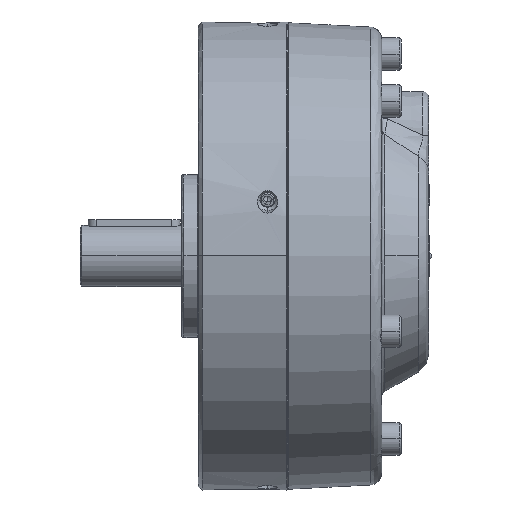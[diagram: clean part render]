
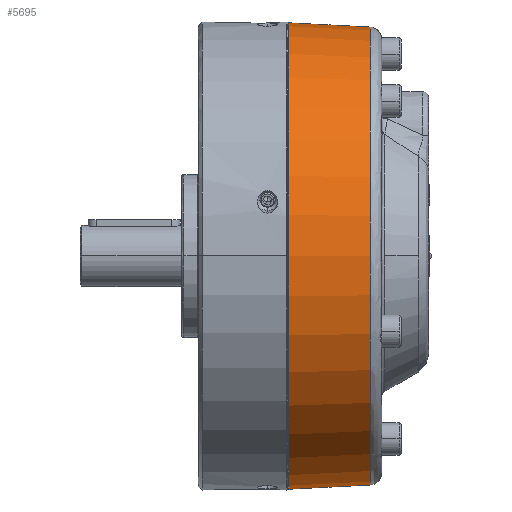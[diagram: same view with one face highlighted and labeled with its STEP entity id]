
A CAD part, top view. The second image highlights one B-rep face of the part: STEP entity #5695.
In plain terms, the highlighted conical face has half-angle 3 degrees and reference radius 114.37 mm.
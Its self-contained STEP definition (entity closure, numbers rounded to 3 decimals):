
#1850 = AXIS2_PLACEMENT_3D ( 'NONE', #1885, #31099, #20602 ) ;
#1885 = CARTESIAN_POINT ( 'NONE',  ( 44.475, 0., 0. ) ) ;
#3900 = ORIENTED_EDGE ( 'NONE', *, *, #30424, .F. ) ;
#4147 = CARTESIAN_POINT ( 'NONE',  ( 84.314, -112.282, 0. ) ) ;
#5695 = ADVANCED_FACE ( 'NONE', ( #14206 ), #25855, .T. ) ;
#6161 = VERTEX_POINT ( 'NONE', #34032 ) ;
#7994 = CIRCLE ( 'NONE', #1850, 114.37 ) ;
#9157 = DIRECTION ( 'NONE',  ( -1., 0., 0. ) ) ;
#10388 = CIRCLE ( 'NONE', #22649, 112.282 ) ;
#11943 = DIRECTION ( 'NONE',  ( 0., 1., 0. ) ) ;
#13512 = CARTESIAN_POINT ( 'NONE',  ( 44.475, 0., 0. ) ) ;
#14206 = FACE_OUTER_BOUND ( 'NONE', #21487, .T. ) ;
#15434 = LINE ( 'NONE', #28369, #32524 ) ;
#15808 = DIRECTION ( 'NONE',  ( -0.999, 0.052, 0. ) ) ;
#16200 = CARTESIAN_POINT ( 'NONE',  ( 44.475, -114.37, 0. ) ) ;
#18038 = AXIS2_PLACEMENT_3D ( 'NONE', #13512, #24866, #32538 ) ;
#18653 = VECTOR ( 'NONE', #15808, 1000. ) ;
#19035 = VERTEX_POINT ( 'NONE', #30872 ) ;
#20245 = ORIENTED_EDGE ( 'NONE', *, *, #24835, .T. ) ;
#20602 = DIRECTION ( 'NONE',  ( 0., -1., 0. ) ) ;
#21487 = EDGE_LOOP ( 'NONE', ( #27970, #20245, #3900, #29489 ) ) ;
#21532 = VERTEX_POINT ( 'NONE', #16200 ) ;
#22649 = AXIS2_PLACEMENT_3D ( 'NONE', #24893, #9157, #11943 ) ;
#22699 = EDGE_CURVE ( 'NONE', #23601, #21532, #15434, .T. ) ;
#23601 = VERTEX_POINT ( 'NONE', #4147 ) ;
#23862 = CARTESIAN_POINT ( 'NONE',  ( 44.475, 114.37, 0. ) ) ;
#24835 = EDGE_CURVE ( 'NONE', #19035, #6161, #33514, .T. ) ;
#24866 = DIRECTION ( 'NONE',  ( -1., 0., 0. ) ) ;
#24893 = CARTESIAN_POINT ( 'NONE',  ( 84.314, 0., 0. ) ) ;
#25577 = DIRECTION ( 'NONE',  ( -0.999, -0.052, 0. ) ) ;
#25855 = CONICAL_SURFACE ( 'NONE', #18038, 114.37, 0.052 ) ;
#27970 = ORIENTED_EDGE ( 'NONE', *, *, #28898, .T. ) ;
#28369 = CARTESIAN_POINT ( 'NONE',  ( 44.475, -114.37, 0. ) ) ;
#28898 = EDGE_CURVE ( 'NONE', #23601, #19035, #10388, .T. ) ;
#29489 = ORIENTED_EDGE ( 'NONE', *, *, #22699, .F. ) ;
#30424 = EDGE_CURVE ( 'NONE', #21532, #6161, #7994, .T. ) ;
#30872 = CARTESIAN_POINT ( 'NONE',  ( 84.314, 112.282, 0. ) ) ;
#31099 = DIRECTION ( 'NONE',  ( -1., 0., 0. ) ) ;
#32524 = VECTOR ( 'NONE', #25577, 1000. ) ;
#32538 = DIRECTION ( 'NONE',  ( 0., -1., 0. ) ) ;
#33514 = LINE ( 'NONE', #23862, #18653 ) ;
#34032 = CARTESIAN_POINT ( 'NONE',  ( 44.475, 114.37, 0. ) ) ;
